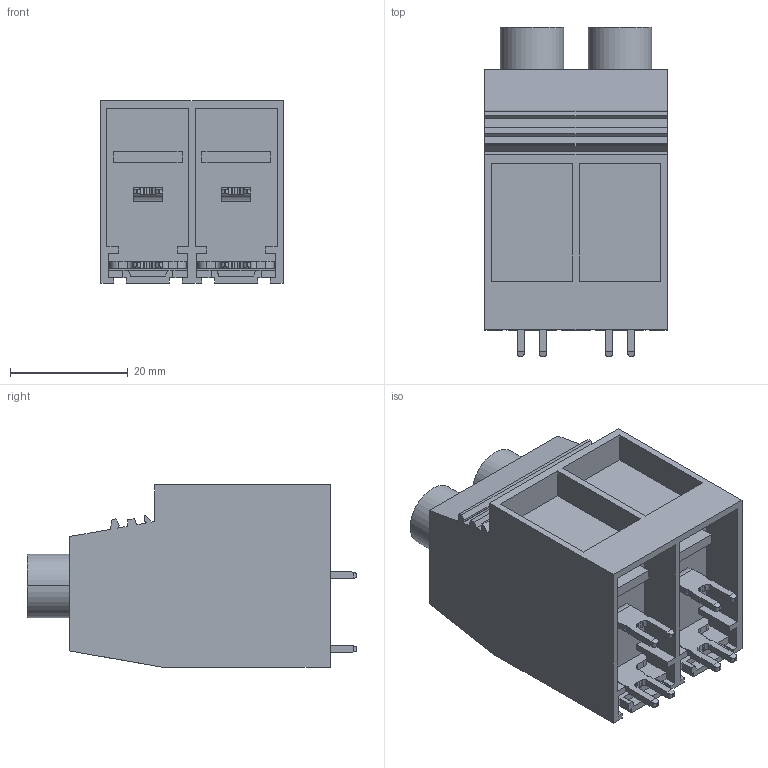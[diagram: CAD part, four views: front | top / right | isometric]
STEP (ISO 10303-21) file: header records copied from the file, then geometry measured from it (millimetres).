
FILE_DESCRIPTION(('CATIA V5 STEP Exchange','CAx-IF Rec.Pracs.--- Model Styling and Organization---1.2---2011-12-15'),'2;1');
FILE_NAME ('D1447666_0_1047130000_1047130000.stp','2016-10-28T10:49:10+00:00',('none'),('Weidmueller'),'CATIA Version 5-6 Release 2014','CATIA V5 STEP AP214','none');
FILE_SCHEMA(('AUTOMOTIVE_DESIGN { 1 0 10303 214 1 1 1 1 }'));
Length unit declared in the file: millimetre
Products named in the file (1): 1047130000_S
Bounding box: 31 x 56 x 31 mm (x, y, z)
Volume: 30411 mm3; surface area: 11738.3 mm2
Topology: 7 solids, 7 shells, 319 faces, 914 edges, 617 vertices
Faces by surface type: plane 235, cylinder 84
Entity records: 10151 total; most frequent: CARTESIAN_POINT 2023, ORIENTED_EDGE 1828, DIRECTION 1344, EDGE_CURVE 914, VECTOR 738, LINE 738, VERTEX_POINT 617, AXIS2_PLACEMENT_3D 374
